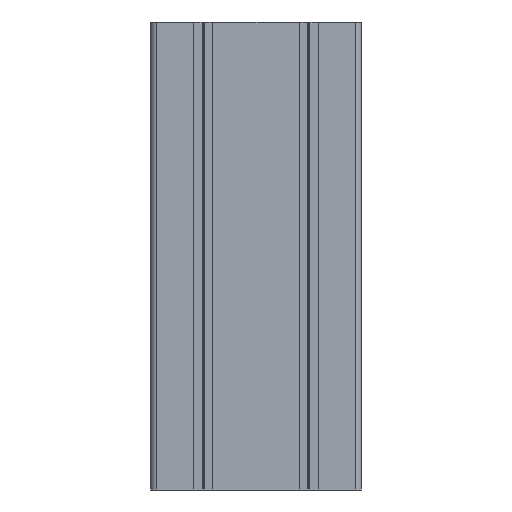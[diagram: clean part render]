
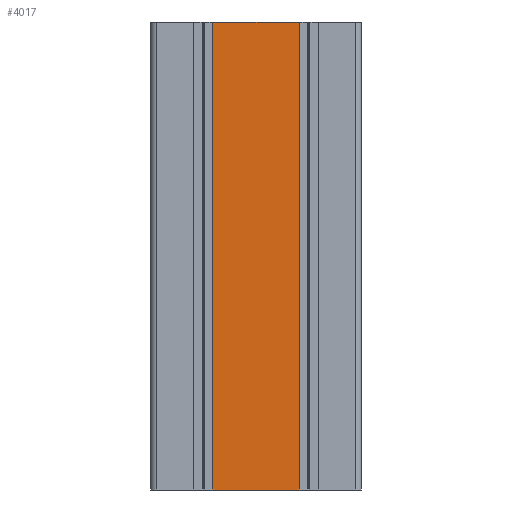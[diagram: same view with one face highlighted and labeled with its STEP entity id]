
A CAD part, front view. The second image highlights one B-rep face of the part: STEP entity #4017.
In plain terms, the highlighted planar face has unit normal (0, -1, 0).
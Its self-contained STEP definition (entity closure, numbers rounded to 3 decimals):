
#193 = EDGE_CURVE ( 'NONE', #2385, #746, #1797, .T. ) ;
#514 = ORIENTED_EDGE ( 'NONE', *, *, #193, .T. ) ;
#581 = CARTESIAN_POINT ( 'NONE',  ( 18.322, -21.861, 200. ) ) ;
#721 = DIRECTION ( 'NONE',  ( 0., 0., -1. ) ) ;
#746 = VERTEX_POINT ( 'NONE', #4371 ) ;
#1289 = EDGE_CURVE ( 'NONE', #4049, #3719, #5187, .T. ) ;
#1649 = ORIENTED_EDGE ( 'NONE', *, *, #1289, .F. ) ;
#1691 = EDGE_LOOP ( 'NONE', ( #514, #3114, #1649, #4856 ) ) ;
#1792 = VECTOR ( 'NONE', #4110, 1000. ) ;
#1797 = LINE ( 'NONE', #4220, #1792 ) ;
#1938 = EDGE_CURVE ( 'NONE', #4049, #2385, #3822, .T. ) ;
#2064 = EDGE_CURVE ( 'NONE', #3719, #746, #3550, .T. ) ;
#2329 = DIRECTION ( 'NONE',  ( 0., 0., -1. ) ) ;
#2385 = VERTEX_POINT ( 'NONE', #4062 ) ;
#2423 = CARTESIAN_POINT ( 'NONE',  ( -18.478, -21.861, 200. ) ) ;
#2754 = AXIS2_PLACEMENT_3D ( 'NONE', #3360, #3427, #3347 ) ;
#2857 = CARTESIAN_POINT ( 'NONE',  ( -18.478, -21.861, 200. ) ) ;
#2978 = DIRECTION ( 'NONE',  ( 1., 0., 0. ) ) ;
#3110 = CARTESIAN_POINT ( 'NONE',  ( -18.478, -21.861, 200. ) ) ;
#3114 = ORIENTED_EDGE ( 'NONE', *, *, #2064, .F. ) ;
#3303 = CARTESIAN_POINT ( 'NONE',  ( 18.322, -21.861, 200. ) ) ;
#3316 = PLANE ( 'NONE',  #2754 ) ;
#3347 = DIRECTION ( 'NONE',  ( 0., 0., 1. ) ) ;
#3360 = CARTESIAN_POINT ( 'NONE',  ( -18.478, -21.861, 200. ) ) ;
#3427 = DIRECTION ( 'NONE',  ( 0., 1., 0. ) ) ;
#3531 = VECTOR ( 'NONE', #721, 1000. ) ;
#3550 = LINE ( 'NONE', #581, #3531 ) ;
#3719 = VERTEX_POINT ( 'NONE', #3303 ) ;
#3774 = VECTOR ( 'NONE', #2329, 1000. ) ;
#3822 = LINE ( 'NONE', #2423, #3774 ) ;
#4017 = ADVANCED_FACE ( 'NONE', ( #5155 ), #3316, .F. ) ;
#4049 = VERTEX_POINT ( 'NONE', #2857 ) ;
#4062 = CARTESIAN_POINT ( 'NONE',  ( -18.478, -21.861, 0. ) ) ;
#4110 = DIRECTION ( 'NONE',  ( 1., 0., 0. ) ) ;
#4220 = CARTESIAN_POINT ( 'NONE',  ( -18.478, -21.861, 0. ) ) ;
#4371 = CARTESIAN_POINT ( 'NONE',  ( 18.322, -21.861, 0. ) ) ;
#4856 = ORIENTED_EDGE ( 'NONE', *, *, #1938, .T. ) ;
#5137 = VECTOR ( 'NONE', #2978, 1000. ) ;
#5155 = FACE_OUTER_BOUND ( 'NONE', #1691, .T. ) ;
#5187 = LINE ( 'NONE', #3110, #5137 ) ;
